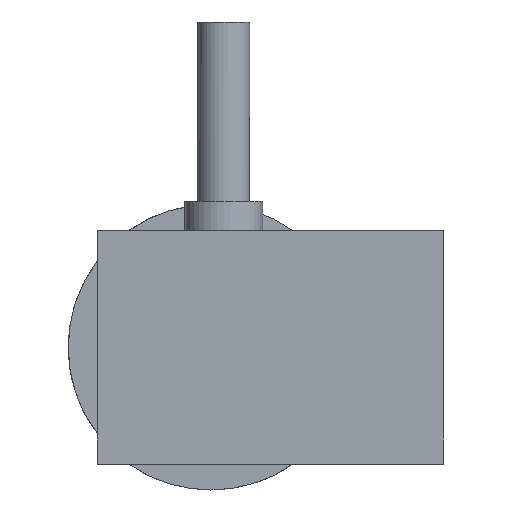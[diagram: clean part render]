
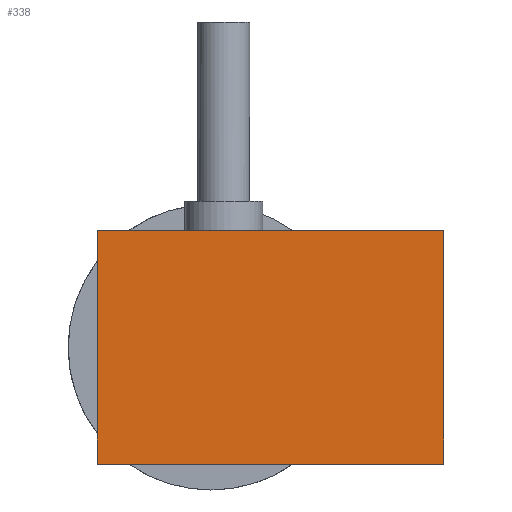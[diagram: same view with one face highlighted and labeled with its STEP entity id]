
A CAD part, front view. The second image highlights one B-rep face of the part: STEP entity #338.
In plain terms, the highlighted planar face has unit normal (0, -1, 0).
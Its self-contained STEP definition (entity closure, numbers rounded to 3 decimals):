
#38=LINE('',#565,#60);
#47=LINE('',#580,#69);
#48=LINE('',#582,#70);
#49=LINE('',#583,#71);
#60=VECTOR('',#466,10.);
#69=VECTOR('',#477,10.);
#70=VECTOR('',#480,10.);
#71=VECTOR('',#481,10.);
#92=FACE_OUTER_BOUND('',#128,.T.);
#128=EDGE_LOOP('',(#273,#274,#275,#276));
#176=VERTEX_POINT('',#562);
#177=VERTEX_POINT('',#564);
#180=VERTEX_POINT('',#572);
#182=VERTEX_POINT('',#578);
#207=EDGE_CURVE('',#177,#176,#38,.T.);
#216=EDGE_CURVE('',#180,#182,#47,.T.);
#217=EDGE_CURVE('',#177,#182,#48,.T.);
#218=EDGE_CURVE('',#180,#176,#49,.T.);
#273=ORIENTED_EDGE('',*,*,#217,.F.);
#274=ORIENTED_EDGE('',*,*,#207,.T.);
#275=ORIENTED_EDGE('',*,*,#218,.F.);
#276=ORIENTED_EDGE('',*,*,#216,.T.);
#313=PLANE('',#383);
#338=ADVANCED_FACE('',(#92),#313,.T.);
#383=AXIS2_PLACEMENT_3D('',#581,#478,#479);
#466=DIRECTION('',(-1.,0.,0.));
#477=DIRECTION('',(1.,0.,0.));
#478=DIRECTION('center_axis',(0.,-1.,0.));
#479=DIRECTION('ref_axis',(0.,0.,-1.));
#480=DIRECTION('',(0.,0.,-1.));
#481=DIRECTION('',(0.,0.,1.));
#562=CARTESIAN_POINT('',(-26.7,-24.,18.));
#564=CARTESIAN_POINT('',(26.7,-24.,18.));
#565=CARTESIAN_POINT('',(26.7,-24.,18.));
#572=CARTESIAN_POINT('',(-26.7,-24.,-18.));
#578=CARTESIAN_POINT('',(26.7,-24.,-18.));
#580=CARTESIAN_POINT('',(-26.7,-24.,-18.));
#581=CARTESIAN_POINT('Origin',(0.,-24.,18.));
#582=CARTESIAN_POINT('',(26.7,-24.,18.));
#583=CARTESIAN_POINT('',(-26.7,-24.,-18.));
